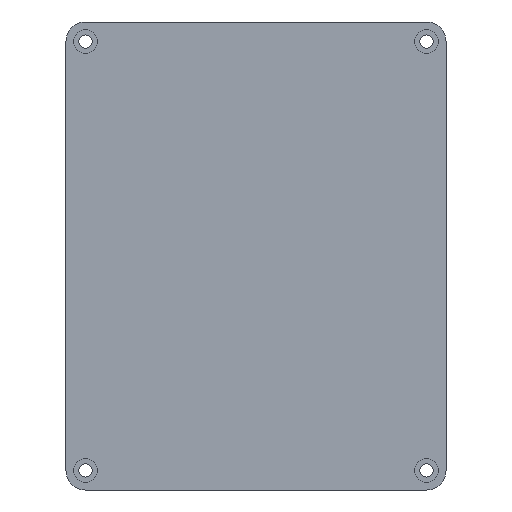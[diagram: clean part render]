
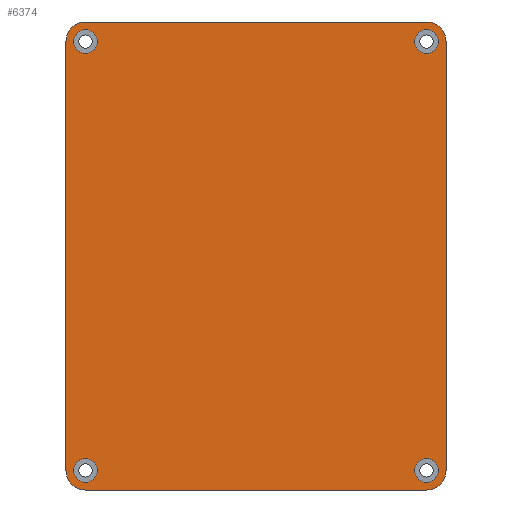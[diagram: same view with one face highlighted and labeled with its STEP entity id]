
A CAD part, front view. The second image highlights one B-rep face of the part: STEP entity #6374.
In plain terms, the highlighted planar face has unit normal (0, -1, 0).
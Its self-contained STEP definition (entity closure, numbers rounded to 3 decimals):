
#20=CIRCLE('',#6545,5.);
#28=CIRCLE('',#6556,5.);
#29=CIRCLE('',#6559,5.);
#30=CIRCLE('',#6562,5.);
#32=CIRCLE('',#6572,3.);
#35=CIRCLE('',#6577,3.);
#38=CIRCLE('',#6582,3.);
#41=CIRCLE('',#6587,3.);
#96=FACE_BOUND('',#1313,.T.);
#97=FACE_BOUND('',#1314,.T.);
#98=FACE_BOUND('',#1315,.T.);
#99=FACE_BOUND('',#1316,.T.);
#938=FACE_OUTER_BOUND('',#1312,.T.);
#1312=EDGE_LOOP('',(#5835,#5836,#5837,#5838,#5839,#5840,#5841,#5842));
#1313=EDGE_LOOP('',(#5843));
#1314=EDGE_LOOP('',(#5844));
#1315=EDGE_LOOP('',(#5845));
#1316=EDGE_LOOP('',(#5846));
#1859=LINE('',#12171,#2425);
#1876=LINE('',#12220,#2442);
#1879=LINE('',#12228,#2445);
#1881=LINE('',#12234,#2447);
#2425=VECTOR('',#7430,10.);
#2442=VECTOR('',#7469,10.);
#2445=VECTOR('',#7478,10.);
#2447=VECTOR('',#7486,10.);
#3039=VERTEX_POINT('',#12161);
#3040=VERTEX_POINT('',#12163);
#3042=VERTEX_POINT('',#12169);
#3060=VERTEX_POINT('',#12209);
#3063=VERTEX_POINT('',#12218);
#3064=VERTEX_POINT('',#12222);
#3065=VERTEX_POINT('',#12226);
#3066=VERTEX_POINT('',#12230);
#3070=VERTEX_POINT('',#12254);
#3073=VERTEX_POINT('',#12264);
#3076=VERTEX_POINT('',#12274);
#3079=VERTEX_POINT('',#12284);
#3941=EDGE_CURVE('',#3039,#3040,#20,.T.);
#3945=EDGE_CURVE('',#3039,#3042,#1859,.T.);
#3965=EDGE_CURVE('',#3060,#3042,#28,.T.);
#3970=EDGE_CURVE('',#3060,#3063,#1876,.T.);
#3972=EDGE_CURVE('',#3064,#3063,#29,.T.);
#3974=EDGE_CURVE('',#3064,#3065,#1879,.T.);
#3976=EDGE_CURVE('',#3066,#3065,#30,.T.);
#3977=EDGE_CURVE('',#3066,#3040,#1881,.T.);
#3988=EDGE_CURVE('',#3070,#3070,#32,.T.);
#3993=EDGE_CURVE('',#3073,#3073,#35,.T.);
#3998=EDGE_CURVE('',#3076,#3076,#38,.T.);
#4003=EDGE_CURVE('',#3079,#3079,#41,.T.);
#5835=ORIENTED_EDGE('',*,*,#3941,.F.);
#5836=ORIENTED_EDGE('',*,*,#3945,.T.);
#5837=ORIENTED_EDGE('',*,*,#3965,.F.);
#5838=ORIENTED_EDGE('',*,*,#3970,.T.);
#5839=ORIENTED_EDGE('',*,*,#3972,.F.);
#5840=ORIENTED_EDGE('',*,*,#3974,.T.);
#5841=ORIENTED_EDGE('',*,*,#3976,.F.);
#5842=ORIENTED_EDGE('',*,*,#3977,.T.);
#5843=ORIENTED_EDGE('',*,*,#3993,.F.);
#5844=ORIENTED_EDGE('',*,*,#3988,.F.);
#5845=ORIENTED_EDGE('',*,*,#3998,.F.);
#5846=ORIENTED_EDGE('',*,*,#4003,.F.);
#6033=PLANE('',#6592);
#6374=ADVANCED_FACE('',(#938,#96,#97,#98,#99),#6033,.F.);
#6545=AXIS2_PLACEMENT_3D('',#12164,#7423,#7424);
#6556=AXIS2_PLACEMENT_3D('',#12211,#7461,#7462);
#6559=AXIS2_PLACEMENT_3D('',#12224,#7473,#7474);
#6562=AXIS2_PLACEMENT_3D('',#12232,#7482,#7483);
#6572=AXIS2_PLACEMENT_3D('',#12256,#7512,#7513);
#6577=AXIS2_PLACEMENT_3D('',#12266,#7524,#7525);
#6582=AXIS2_PLACEMENT_3D('',#12276,#7536,#7537);
#6587=AXIS2_PLACEMENT_3D('',#12286,#7548,#7549);
#6592=AXIS2_PLACEMENT_3D('',#12294,#7560,#7561);
#7423=DIRECTION('center_axis',(0.,1.,0.));
#7424=DIRECTION('ref_axis',(-0.707,0.,0.707));
#7430=DIRECTION('',(0.,0.,-1.));
#7461=DIRECTION('center_axis',(0.,1.,0.));
#7462=DIRECTION('ref_axis',(-0.707,0.,-0.707));
#7469=DIRECTION('',(1.,0.,0.));
#7473=DIRECTION('center_axis',(0.,1.,0.));
#7474=DIRECTION('ref_axis',(0.707,0.,-0.707));
#7478=DIRECTION('',(0.,0.,1.));
#7482=DIRECTION('center_axis',(0.,1.,0.));
#7483=DIRECTION('ref_axis',(0.707,0.,0.707));
#7486=DIRECTION('',(-1.,0.,0.));
#7512=DIRECTION('center_axis',(0.,-1.,0.));
#7513=DIRECTION('ref_axis',(1.,0.,0.));
#7524=DIRECTION('center_axis',(0.,-1.,0.));
#7525=DIRECTION('ref_axis',(1.,0.,0.));
#7536=DIRECTION('center_axis',(0.,-1.,0.));
#7537=DIRECTION('ref_axis',(1.,0.,0.));
#7548=DIRECTION('center_axis',(0.,-1.,0.));
#7549=DIRECTION('ref_axis',(1.,0.,0.));
#7560=DIRECTION('center_axis',(0.,1.,0.));
#7561=DIRECTION('ref_axis',(1.,0.,0.));
#12161=CARTESIAN_POINT('',(-9.5,0.,105.171));
#12163=CARTESIAN_POINT('',(-4.5,0.,110.171));
#12164=CARTESIAN_POINT('Origin',(-4.5,0.,105.171));
#12169=CARTESIAN_POINT('',(-9.5,0.,-4.5));
#12171=CARTESIAN_POINT('',(-9.5,0.,110.171));
#12209=CARTESIAN_POINT('',(-4.5,0.,-9.5));
#12211=CARTESIAN_POINT('Origin',(-4.5,0.,-4.5));
#12218=CARTESIAN_POINT('',(82.7,0.,-9.5));
#12220=CARTESIAN_POINT('',(-9.5,0.,-9.5));
#12222=CARTESIAN_POINT('',(87.7,0.,-4.5));
#12224=CARTESIAN_POINT('Origin',(82.7,0.,-4.5));
#12226=CARTESIAN_POINT('',(87.7,0.,105.171));
#12228=CARTESIAN_POINT('',(87.7,0.,-9.5));
#12230=CARTESIAN_POINT('',(82.7,0.,110.171));
#12232=CARTESIAN_POINT('Origin',(82.7,0.,105.171));
#12234=CARTESIAN_POINT('',(87.7,0.,110.171));
#12254=CARTESIAN_POINT('',(-7.5,0.,-4.5));
#12256=CARTESIAN_POINT('Origin',(-4.5,0.,-4.5));
#12264=CARTESIAN_POINT('',(79.7,0.,-4.5));
#12266=CARTESIAN_POINT('Origin',(82.7,0.,-4.5));
#12274=CARTESIAN_POINT('',(79.7,0.,105.171));
#12276=CARTESIAN_POINT('Origin',(82.7,0.,105.171));
#12284=CARTESIAN_POINT('',(-7.5,0.,105.171));
#12286=CARTESIAN_POINT('Origin',(-4.5,0.,105.171));
#12294=CARTESIAN_POINT('Origin',(39.1,0.,50.336));
